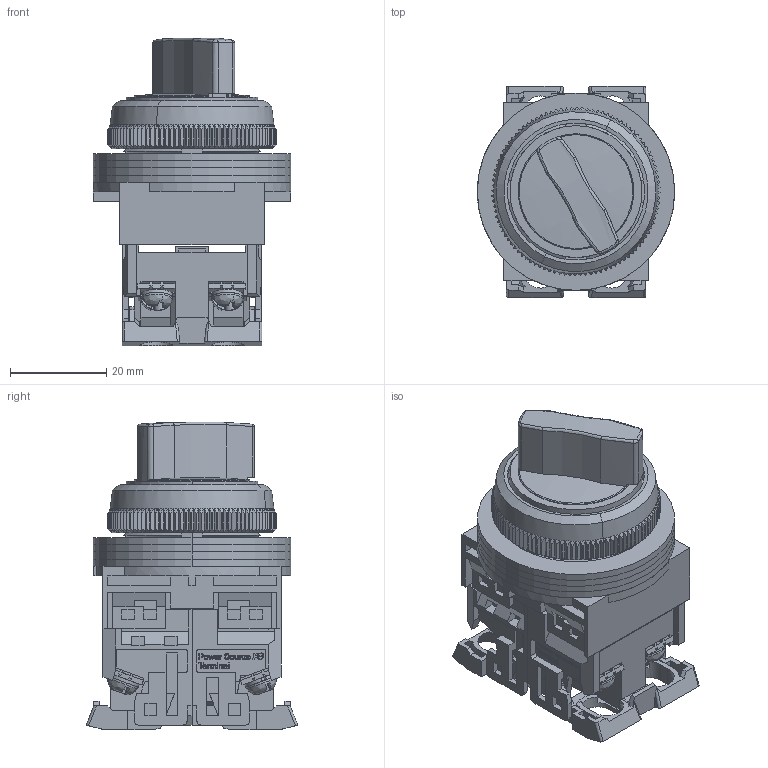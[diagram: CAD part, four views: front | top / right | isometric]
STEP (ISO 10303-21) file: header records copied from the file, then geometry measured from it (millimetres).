
FILE_DESCRIPTION (( 'STEP AP214' ), '1' );
FILE_NAME ('AR30PL-210E3AZC.step', '2018-02-13T19:21:26', ( '' ), ( '' ), 'SwSTEP 2.0', 'SolidWorks 2017', '' );
FILE_SCHEMA (( 'AUTOMOTIVE_DESIGN' ));
Length unit declared in the file: inch
Products named in the file (1): AR30PL-210E3AZC
Bounding box: 41 x 44 x 64 mm (x, y, z)
Volume: 36670.7 mm3; surface area: 38263.1 mm2
Topology: 25 solids, 25 shells, 2434 faces, 6496 edges, 4221 vertices
Faces by surface type: plane 1731, cylinder 305, cone 202, bspline 196
Entity records: 114659 total; most frequent: CARTESIAN_POINT 23976, ORIENTED_EDGE 12992, DIRECTION 10816, EDGE_CURVE 6496, LINE 4382, VECTOR 4382, VERTEX_POINT 4221, AXIS2_PLACEMENT_3D 3217
